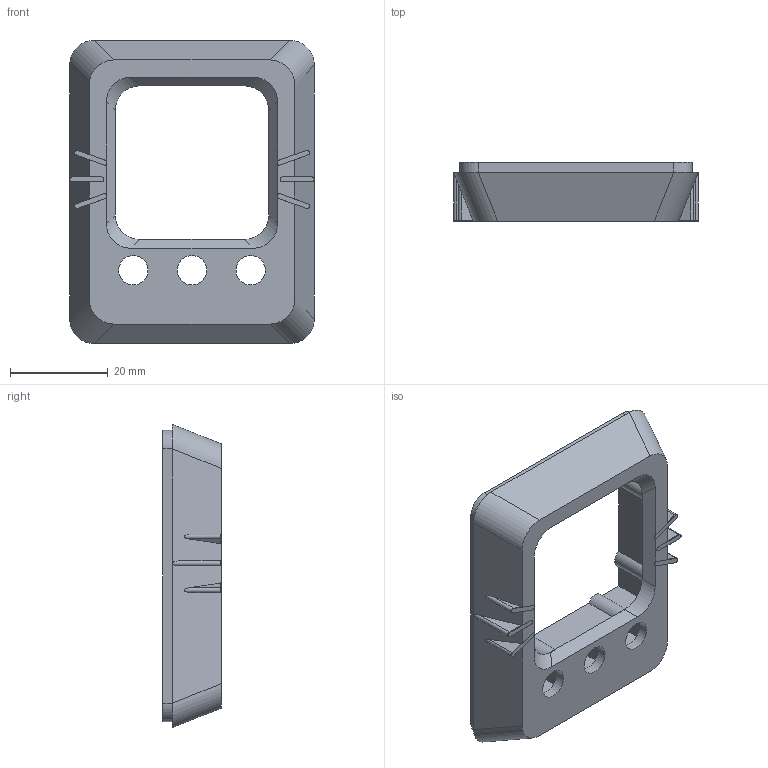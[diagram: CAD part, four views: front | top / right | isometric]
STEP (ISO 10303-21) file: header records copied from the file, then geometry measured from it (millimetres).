
FILE_DESCRIPTION(('FreeCAD Model'),'2;1');
FILE_NAME('Open CASCADE Shape Model','2023-12-02T01:01:23',(''),(''), 'Open CASCADE STEP processor 7.6','FreeCAD','Unknown');
FILE_SCHEMA(('AUTOMOTIVE_DESIGN { 1 0 10303 214 1 1 1 1 }'));
Length unit declared in the file: millimetre
Products named in the file (3): FrontPanel; Whiskers; Main
Assembly tree (2 placements, depth 2):
  FrontPanel
    Whiskers
    Main
Bounding box: 50 x 12 x 62 mm (x, y, z)
Volume: 12858 mm3; surface area: 9320.5 mm2
Topology: 7 solids, 7 shells, 235 faces, 624 edges, 410 vertices
Faces by surface type: plane 162, cylinder 55, bspline 18
Full cylindrical faces by diameter (mm): 3.6 x8, 6 x3
Entity records: 9714 total; most frequent: CARTESIAN_POINT 2023, ORIENTED_EDGE 1248, DIRECTION 1146, EDGE_CURVE 624, LINE 430, VECTOR 430, VERTEX_POINT 410, AXIS2_PLACEMENT_3D 358
